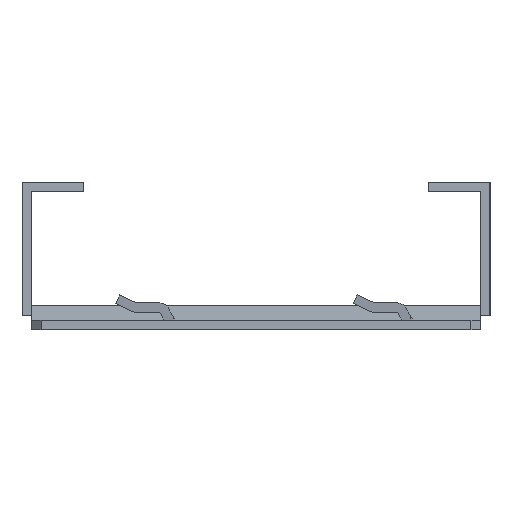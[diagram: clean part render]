
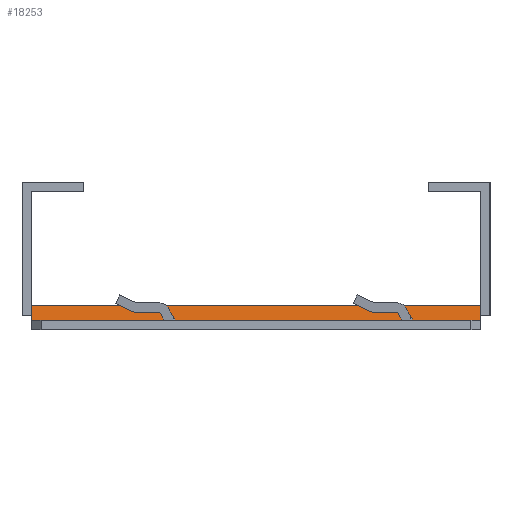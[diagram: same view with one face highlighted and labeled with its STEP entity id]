
A CAD part, left-side view. The second image highlights one B-rep face of the part: STEP entity #18253.
In plain terms, the highlighted planar face has unit normal (-0.447, 0, 0.894).
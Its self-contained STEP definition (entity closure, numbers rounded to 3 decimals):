
#173 = VECTOR ( 'NONE', #23620, 1000. ) ;
#546 = CARTESIAN_POINT ( 'NONE',  ( -350.894, 47.25, 1.789 ) ) ;
#1221 = VERTEX_POINT ( 'NONE', #22926 ) ;
#3309 = PLANE ( 'NONE',  #24542 ) ;
#4315 = VERTEX_POINT ( 'NONE', #12638 ) ;
#6938 = EDGE_CURVE ( 'NONE', #9234, #1221, #15554, .T. ) ;
#8018 = FACE_OUTER_BOUND ( 'NONE', #22394, .T. ) ;
#8486 = LINE ( 'NONE', #12778, #173 ) ;
#9234 = VERTEX_POINT ( 'NONE', #14218 ) ;
#9866 = DIRECTION ( 'NONE',  ( -0.894, 0., -0.447 ) ) ;
#11846 = EDGE_CURVE ( 'NONE', #9234, #12481, #16075, .T. ) ;
#12286 = CARTESIAN_POINT ( 'NONE',  ( -350.472, -47.25, 2. ) ) ;
#12481 = VERTEX_POINT ( 'NONE', #12286 ) ;
#12638 = CARTESIAN_POINT ( 'NONE',  ( -356.472, -47.25, -1. ) ) ;
#12778 = CARTESIAN_POINT ( 'NONE',  ( -356.472, 47.25, -1. ) ) ;
#13711 = DIRECTION ( 'NONE',  ( 0., -1., 0. ) ) ;
#14047 = ORIENTED_EDGE ( 'NONE', *, *, #11846, .F. ) ;
#14218 = CARTESIAN_POINT ( 'NONE',  ( -350.472, 47.25, 2. ) ) ;
#14708 = VECTOR ( 'NONE', #24177, 1000. ) ;
#15043 = ORIENTED_EDGE ( 'NONE', *, *, #18945, .F. ) ;
#15554 = LINE ( 'NONE', #546, #14708 ) ;
#16075 = LINE ( 'NONE', #18161, #20350 ) ;
#16078 = DIRECTION ( 'NONE',  ( -0.447, 0., 0.894 ) ) ;
#16800 = LINE ( 'NONE', #25279, #23254 ) ;
#18161 = CARTESIAN_POINT ( 'NONE',  ( -350.472, 47.25, 2. ) ) ;
#18253 = ADVANCED_FACE ( 'NONE', ( #8018 ), #3309, .T. ) ;
#18945 = EDGE_CURVE ( 'NONE', #12481, #4315, #16800, .T. ) ;
#20250 = DIRECTION ( 'NONE',  ( 0., 1., 0. ) ) ;
#20350 = VECTOR ( 'NONE', #13711, 1000. ) ;
#21478 = EDGE_CURVE ( 'NONE', #1221, #4315, #8486, .T. ) ;
#22394 = EDGE_LOOP ( 'NONE', ( #15043, #14047, #22426, #23238 ) ) ;
#22426 = ORIENTED_EDGE ( 'NONE', *, *, #6938, .T. ) ;
#22471 = CARTESIAN_POINT ( 'NONE',  ( -350.894, 47.25, 1.789 ) ) ;
#22926 = CARTESIAN_POINT ( 'NONE',  ( -356.472, 47.25, -1. ) ) ;
#23238 = ORIENTED_EDGE ( 'NONE', *, *, #21478, .T. ) ;
#23254 = VECTOR ( 'NONE', #9866, 1000. ) ;
#23620 = DIRECTION ( 'NONE',  ( 0., -1., 0. ) ) ;
#24177 = DIRECTION ( 'NONE',  ( -0.894, 0., -0.447 ) ) ;
#24542 = AXIS2_PLACEMENT_3D ( 'NONE', #22471, #16078, #20250 ) ;
#25279 = CARTESIAN_POINT ( 'NONE',  ( -350.894, -47.25, 1.789 ) ) ;
